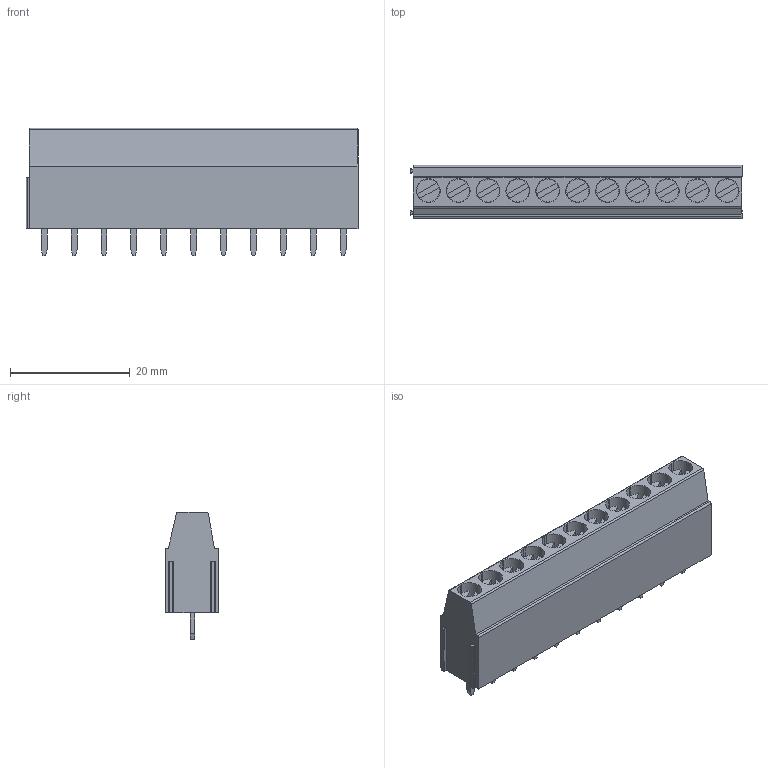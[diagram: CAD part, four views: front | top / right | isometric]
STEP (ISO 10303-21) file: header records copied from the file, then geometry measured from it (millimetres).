
FILE_DESCRIPTION( ( 'STEP AP214' ), '1' );
FILE_NAME( ' ', ' ', ( ' ' ), ( ' ' ), 'PSStep 11.0', 'VISI 17.0', ' ' );
FILE_SCHEMA( ( 'AUTOMOTIVE_DESIGN { 1 0 10303 214 1 1 1 1 }' ) );
Length unit declared in the file: millimetre
Products named in the file (1): 1
Bounding box: 55.55 x 8.9 x 21.3 mm (x, y, z)
Volume: 6411.9 mm3; surface area: 4989.3 mm2
Topology: 1 solids, 1 shells, 417 faces, 1084 edges, 724 vertices
Faces by surface type: plane 342, cylinder 64, cone 11
Full cylindrical faces by diameter (mm): 2.6 x11, 2.85 x11, 3.8 x11
Entity records: 15499 total; most frequent: CARTESIAN_POINT 2136, ORIENTED_EDGE 2014, DIRECTION 2010, EDGE_CURVE 1007, LINE 812, VECTOR 812, VERTEX_POINT 691, AXIS2_PLACEMENT_3D 599
